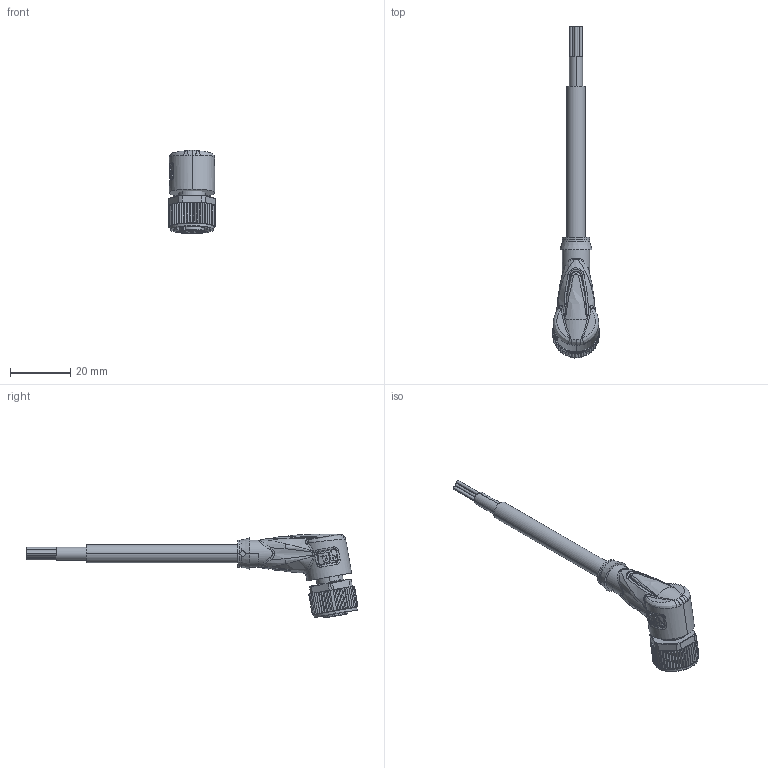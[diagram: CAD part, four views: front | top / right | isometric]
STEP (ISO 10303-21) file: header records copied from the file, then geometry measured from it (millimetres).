
FILE_DESCRIPTION(('STEP AP214'),'1');
FILE_NAME('cctmp_7E63B35B-A678-42ED-A9E1-DAFFA71C9B39_2022_04_27_10_57_17_0520..stp','2022-04-27T08:57:23',('KiM GmbH'),('CADClick - www.CADClick.com'),'Spatial InterOp 3D postprocessed',' ','unknown authorization');
FILE_SCHEMA(('AUTOMOTIVE_DESIGN'));
Length unit declared in the file: millimetre
Products named in the file (7): T193629_1; Connection2; Cable; Connection1; Connection1_2; Connection1_1; T193629
Assembly tree (6 placements, depth 4):
  T193629
    T193629_1
      Connection2
      Cable
      Connection1
        Connection1_2
        Connection1_1
Bounding box: 15.4 x 109.86 x 27.75 mm (x, y, z)
Volume: 7594 mm3; surface area: 6102.7 mm2
Topology: 13 solids, 35 shells, 1621 faces, 4230 edges, 2710 vertices
Faces by surface type: plane 872, cylinder 343, torus 165, bspline 149, cone 92
Entity records: 68812 total; most frequent: CARTESIAN_POINT 24690, ORIENTED_EDGE 8404, DIRECTION 7708, EDGE_CURVE 4224, VERTEX_POINT 2710, AXIS2_PLACEMENT_3D 2592, LINE 2524, VECTOR 2524
